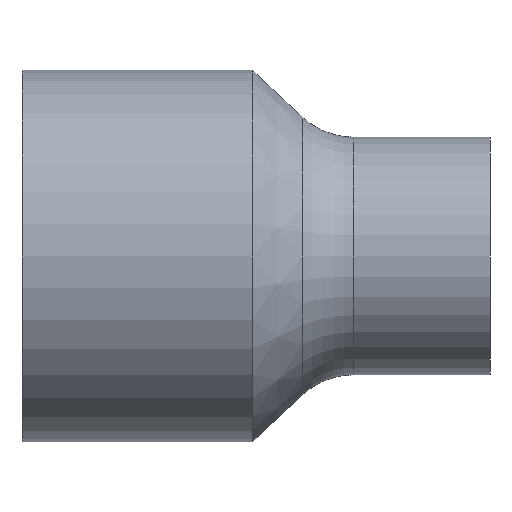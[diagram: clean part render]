
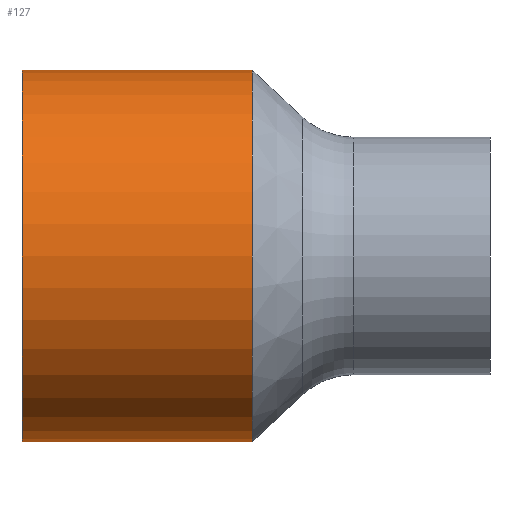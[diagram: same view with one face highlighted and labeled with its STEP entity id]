
A CAD part, front view. The second image highlights one B-rep face of the part: STEP entity #127.
In plain terms, the highlighted cylindrical face has radius 25 mm (diameter 50 mm), a full revolution.
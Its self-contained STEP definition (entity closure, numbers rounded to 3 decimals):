
#20=CYLINDRICAL_SURFACE($,#147,25.);
#26=FACE_BOUND($,#53,.T.);
#38=FACE_OUTER_BOUND($,#52,.T.);
#52=EDGE_LOOP($,(#107));
#53=EDGE_LOOP($,(#108));
#72=CIRCLE($,#148,25.);
#73=CIRCLE($,#149,25.);
#83=VERTEX_POINT($,#223);
#84=VERTEX_POINT($,#225);
#94=EDGE_CURVE($,#83,#83,#72,.T.);
#95=EDGE_CURVE($,#84,#84,#73,.T.);
#107=ORIENTED_EDGE($,*,*,#94,.T.);
#108=ORIENTED_EDGE($,*,*,#95,.F.);
#127=ADVANCED_FACE($,(#38,#26),#20,.T.);
#147=AXIS2_PLACEMENT_3D($,#222,#181,#182);
#148=AXIS2_PLACEMENT_3D($,#224,#183,#184);
#149=AXIS2_PLACEMENT_3D($,#226,#185,#186);
#181=DIRECTION('center_axis',(-1.,0.,0.));
#182=DIRECTION('ref_axis',(0.,1.,0.));
#183=DIRECTION('center_axis',(-1.,0.,0.));
#184=DIRECTION('ref_axis',(0.,1.,0.));
#185=DIRECTION('center_axis',(-1.,0.,0.));
#186=DIRECTION('ref_axis',(0.,1.,0.));
#222=CARTESIAN_POINT('Origin',(-11.402,0.,0.));
#223=CARTESIAN_POINT('',(4.098,-25.,0.));
#224=CARTESIAN_POINT('Origin',(4.098,0.,0.));
#225=CARTESIAN_POINT('',(-26.902,-25.,0.));
#226=CARTESIAN_POINT('Origin',(-26.902,0.,0.));
